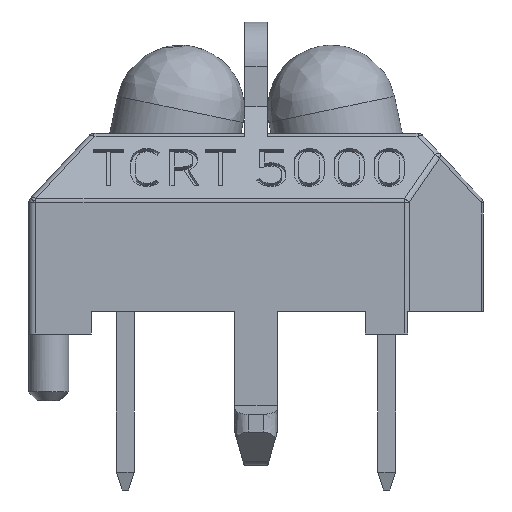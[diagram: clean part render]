
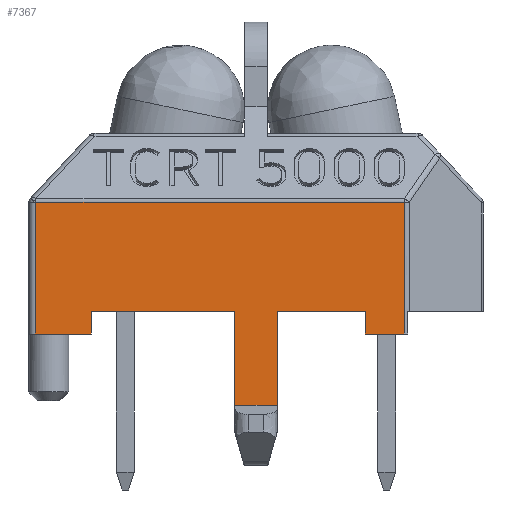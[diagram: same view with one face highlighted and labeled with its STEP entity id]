
A CAD part, front view. The second image highlights one B-rep face of the part: STEP entity #7367.
In plain terms, the highlighted free-form (B-spline) face has degree [1, 1] with [2, 2] control points.
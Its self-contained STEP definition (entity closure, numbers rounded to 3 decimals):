
#5696 = VERTEX_POINT('',#5697);
#5697 = CARTESIAN_POINT('',(11.4,0.,3.996));
#5723 = VERTEX_POINT('',#5724);
#5724 = CARTESIAN_POINT('',(0.22,0.,3.996));
#5760 = VERTEX_POINT('',#5761);
#5761 = CARTESIAN_POINT('',(0.203,0.,3.977));
#5801 = EDGE_CURVE('',#5760,#5723,#5802,.T.);
#5802 = B_SPLINE_CURVE_WITH_KNOTS('',1,(#5803,#5804),.UNSPECIFIED.,.F.,
  .F.,(2,2),(-0.746,-0.728),.PIECEWISE_BEZIER_KNOTS.);
#5803 = CARTESIAN_POINT('',(0.203,0.,3.977));
#5804 = CARTESIAN_POINT('',(0.22,0.,3.996));
#5859 = VERTEX_POINT('',#5860);
#5860 = CARTESIAN_POINT('',(0.203,0.,0.));
#5866 = EDGE_CURVE('',#5859,#5760,#5867,.T.);
#5867 = B_SPLINE_CURVE_WITH_KNOTS('',1,(#5868,#5869),.UNSPECIFIED.,.F.,
  .F.,(2,2),(0.,2.941),.PIECEWISE_BEZIER_KNOTS.);
#5868 = CARTESIAN_POINT('',(0.203,0.,0.));
#5869 = CARTESIAN_POINT('',(0.203,0.,3.977));
#5890 = EDGE_CURVE('',#5723,#5696,#5891,.T.);
#5891 = B_SPLINE_CURVE_WITH_KNOTS('',1,(#5892,#5893),.UNSPECIFIED.,.F.,
  .F.,(2,2),(-2.625,5.642),.PIECEWISE_BEZIER_KNOTS.);
#5892 = CARTESIAN_POINT('',(0.22,0.,3.996));
#5893 = CARTESIAN_POINT('',(11.4,0.,3.996));
#5921 = EDGE_CURVE('',#5696,#5922,#5924,.T.);
#5922 = VERTEX_POINT('',#5923);
#5923 = CARTESIAN_POINT('',(11.4,0.,0.));
#5924 = B_SPLINE_CURVE_WITH_KNOTS('',1,(#5925,#5926),.UNSPECIFIED.,.F.,
  .F.,(2,2),(-2.955,0.),
  .PIECEWISE_BEZIER_KNOTS.);
#5925 = CARTESIAN_POINT('',(11.4,0.,3.996));
#5926 = CARTESIAN_POINT('',(11.4,0.,0.));
#6557 = VERTEX_POINT('',#6558);
#6558 = CARTESIAN_POINT('',(10.211,0.,0.676));
#6563 = EDGE_CURVE('',#6557,#6564,#6566,.T.);
#6564 = VERTEX_POINT('',#6565);
#6565 = CARTESIAN_POINT('',(7.54,0.,0.676));
#6566 = B_SPLINE_CURVE_WITH_KNOTS('',1,(#6567,#6568),.UNSPECIFIED.,.F.,
  .F.,(2,2),(-0.988,0.988),.PIECEWISE_BEZIER_KNOTS.);
#6567 = CARTESIAN_POINT('',(10.211,0.,0.676));
#6568 = CARTESIAN_POINT('',(7.54,0.,0.676));
#6585 = VERTEX_POINT('',#6586);
#6586 = CARTESIAN_POINT('',(6.255,0.,0.676));
#6591 = EDGE_CURVE('',#6585,#6592,#6594,.T.);
#6592 = VERTEX_POINT('',#6593);
#6593 = CARTESIAN_POINT('',(1.893,0.,0.676));
#6594 = B_SPLINE_CURVE_WITH_KNOTS('',1,(#6595,#6596),.UNSPECIFIED.,.F.,
  .F.,(2,2),(-2.312,0.912),.PIECEWISE_BEZIER_KNOTS.);
#6595 = CARTESIAN_POINT('',(6.255,0.,0.676));
#6596 = CARTESIAN_POINT('',(1.893,0.,0.676));
#6825 = VERTEX_POINT('',#6826);
#6826 = CARTESIAN_POINT('',(6.255,0.,-2.164));
#6857 = VERTEX_POINT('',#6858);
#6858 = CARTESIAN_POINT('',(7.54,0.,-2.164));
#6863 = EDGE_CURVE('',#6825,#6857,#6864,.T.);
#6864 = B_SPLINE_CURVE_WITH_KNOTS('',1,(#6865,#6866),.UNSPECIFIED.,.F.,
  .F.,(2,2),(4.625,5.575),.PIECEWISE_BEZIER_KNOTS.);
#6865 = CARTESIAN_POINT('',(6.255,0.,-2.164));
#6866 = CARTESIAN_POINT('',(7.54,0.,-2.164));
#7324 = VERTEX_POINT('',#7325);
#7325 = CARTESIAN_POINT('',(1.893,0.,0.));
#7330 = EDGE_CURVE('',#7324,#5859,#7331,.T.);
#7331 = B_SPLINE_CURVE_WITH_KNOTS('',1,(#7332,#7333),.UNSPECIFIED.,.F.,
  .F.,(2,2),(-0.7,0.55),.PIECEWISE_BEZIER_KNOTS.);
#7332 = CARTESIAN_POINT('',(1.893,0.,0.));
#7333 = CARTESIAN_POINT('',(0.203,0.,0.));
#7357 = EDGE_CURVE('',#6592,#7324,#7358,.T.);
#7358 = B_SPLINE_CURVE_WITH_KNOTS('',1,(#7359,#7360),.UNSPECIFIED.,.F.,
  .F.,(2,2),(-0.25,0.25),.PIECEWISE_BEZIER_KNOTS.);
#7359 = CARTESIAN_POINT('',(1.893,0.,0.676));
#7360 = CARTESIAN_POINT('',(1.893,0.,0.));
#7367 = ADVANCED_FACE('',(#7368),#7415,.T.);
#7368 = FACE_BOUND('',#7369,.T.);
#7369 = EDGE_LOOP('',(#7370,#7371,#7372,#7373,#7374,#7381,#7388,#7393,
    #7394,#7399,#7400,#7407,#7412,#7413,#7414));
#7370 = ORIENTED_EDGE('',*,*,#5866,.F.);
#7371 = ORIENTED_EDGE('',*,*,#7330,.F.);
#7372 = ORIENTED_EDGE('',*,*,#7357,.F.);
#7373 = ORIENTED_EDGE('',*,*,#6591,.F.);
#7374 = ORIENTED_EDGE('',*,*,#7375,.F.);
#7375 = EDGE_CURVE('',#7376,#6585,#7378,.T.);
#7376 = VERTEX_POINT('',#7377);
#7377 = CARTESIAN_POINT('',(6.255,0.,-2.975));
#7378 = B_SPLINE_CURVE_WITH_KNOTS('',1,(#7379,#7380),.UNSPECIFIED.,.F.,
  .F.,(2,2),(-1.1,1.6),.PIECEWISE_BEZIER_KNOTS.);
#7379 = CARTESIAN_POINT('',(6.255,0.,-2.975));
#7380 = CARTESIAN_POINT('',(6.255,0.,0.676));
#7381 = ORIENTED_EDGE('',*,*,#7382,.F.);
#7382 = EDGE_CURVE('',#7383,#7376,#7385,.T.);
#7383 = VERTEX_POINT('',#7384);
#7384 = CARTESIAN_POINT('',(6.255,0.,-2.977));
#7385 = B_SPLINE_CURVE_WITH_KNOTS('',1,(#7386,#7387),.UNSPECIFIED.,.F.,
  .F.,(2,2),(-1.27,-1.269),.PIECEWISE_BEZIER_KNOTS.);
#7386 = CARTESIAN_POINT('',(6.255,0.,-2.977));
#7387 = CARTESIAN_POINT('',(6.255,0.,-2.975));
#7388 = ORIENTED_EDGE('',*,*,#7389,.T.);
#7389 = EDGE_CURVE('',#7383,#6825,#7390,.T.);
#7390 = B_SPLINE_CURVE_WITH_KNOTS('',1,(#7391,#7392),.UNSPECIFIED.,.F.,
  .F.,(2,2),(-2.201,-1.6),.PIECEWISE_BEZIER_KNOTS.);
#7391 = CARTESIAN_POINT('',(6.255,0.,-2.977));
#7392 = CARTESIAN_POINT('',(6.255,0.,-2.164));
#7393 = ORIENTED_EDGE('',*,*,#6863,.T.);
#7394 = ORIENTED_EDGE('',*,*,#7395,.T.);
#7395 = EDGE_CURVE('',#6857,#6564,#7396,.T.);
#7396 = B_SPLINE_CURVE_WITH_KNOTS('',1,(#7397,#7398),.UNSPECIFIED.,.F.,
  .F.,(2,2),(-3.35,-1.25),.PIECEWISE_BEZIER_KNOTS.);
#7397 = CARTESIAN_POINT('',(7.54,0.,-2.164));
#7398 = CARTESIAN_POINT('',(7.54,0.,0.676));
#7399 = ORIENTED_EDGE('',*,*,#6563,.F.);
#7400 = ORIENTED_EDGE('',*,*,#7401,.F.);
#7401 = EDGE_CURVE('',#7402,#6557,#7404,.T.);
#7402 = VERTEX_POINT('',#7403);
#7403 = CARTESIAN_POINT('',(10.211,0.,0.));
#7404 = B_SPLINE_CURVE_WITH_KNOTS('',1,(#7405,#7406),.UNSPECIFIED.,.F.,
  .F.,(2,2),(0.,0.5),.PIECEWISE_BEZIER_KNOTS.);
#7405 = CARTESIAN_POINT('',(10.211,0.,0.));
#7406 = CARTESIAN_POINT('',(10.211,0.,0.676));
#7407 = ORIENTED_EDGE('',*,*,#7408,.F.);
#7408 = EDGE_CURVE('',#5922,#7402,#7409,.T.);
#7409 = B_SPLINE_CURVE_WITH_KNOTS('',1,(#7410,#7411),.UNSPECIFIED.,.F.,
  .F.,(2,2),(-1.392,-0.513),.PIECEWISE_BEZIER_KNOTS.);
#7410 = CARTESIAN_POINT('',(11.4,0.,0.));
#7411 = CARTESIAN_POINT('',(10.211,0.,0.));
#7412 = ORIENTED_EDGE('',*,*,#5921,.F.);
#7413 = ORIENTED_EDGE('',*,*,#5890,.F.);
#7414 = ORIENTED_EDGE('',*,*,#5801,.F.);
#7415 = B_SPLINE_SURFACE_WITH_KNOTS('',1,1,(
    (#7416,#7417)
    ,(#7418,#7419
    )),.UNSPECIFIED.,.F.,.F.,.F.,(2,2),(2,2),(-5.425,2.854),(
    -2.201,2.955),.PIECEWISE_BEZIER_KNOTS.);
#7416 = CARTESIAN_POINT('',(0.203,0.,-2.977));
#7417 = CARTESIAN_POINT('',(0.203,0.,3.996));
#7418 = CARTESIAN_POINT('',(11.4,0.,-2.977));
#7419 = CARTESIAN_POINT('',(11.4,0.,3.996));
